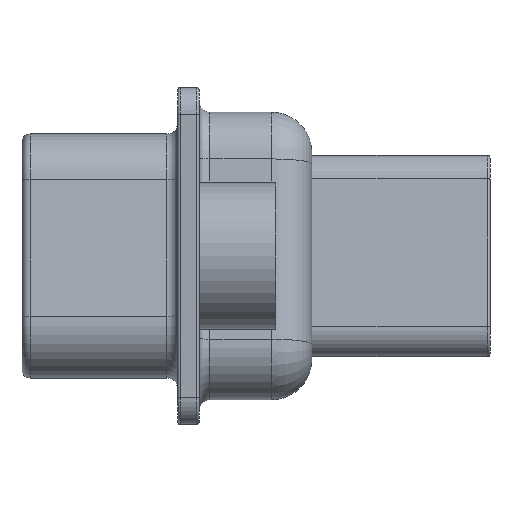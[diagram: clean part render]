
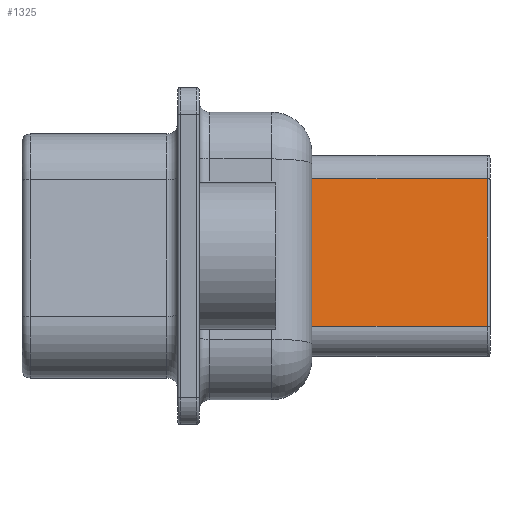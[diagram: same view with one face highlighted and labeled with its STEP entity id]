
A CAD part, left-side view. The second image highlights one B-rep face of the part: STEP entity #1325.
In plain terms, the highlighted planar face has unit normal (-0.992, 0, 0.128).
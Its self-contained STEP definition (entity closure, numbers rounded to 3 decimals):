
#403 = VECTOR ( 'NONE', #11828, 1000. ) ;
#464 = VERTEX_POINT ( 'NONE', #9571 ) ;
#1035 = VECTOR ( 'NONE', #27225, 1000. ) ;
#1325 = ADVANCED_FACE ( 'NONE', ( #19417 ), #2929, .F. ) ;
#1736 = EDGE_CURVE ( 'NONE', #10781, #13666, #1757, .T. ) ;
#1757 = LINE ( 'NONE', #27491, #1035 ) ;
#2608 = CARTESIAN_POINT ( 'NONE',  ( -7.658, -10.74, -2.622 ) ) ;
#2753 = CARTESIAN_POINT ( 'NONE',  ( -7.658, -10.84, -2.622 ) ) ;
#2929 = PLANE ( 'NONE',  #9473 ) ;
#4259 = DIRECTION ( 'NONE',  ( 0.992, 0., -0.128 ) ) ;
#4268 = CARTESIAN_POINT ( 'NONE',  ( -7.658, -10.84, -2.622 ) ) ;
#4472 = EDGE_CURVE ( 'NONE', #13666, #8474, #27775, .T. ) ;
#4513 = DIRECTION ( 'NONE',  ( -0.128, 0., -0.992 ) ) ;
#4555 = VECTOR ( 'NONE', #20426, 1000. ) ;
#4562 = ORIENTED_EDGE ( 'NONE', *, *, #20281, .T. ) ;
#5075 = ORIENTED_EDGE ( 'NONE', *, *, #1736, .T. ) ;
#7913 = DIRECTION ( 'NONE',  ( 0., 1., 0. ) ) ;
#8303 = CARTESIAN_POINT ( 'NONE',  ( -6.947, -4.2, 2.878 ) ) ;
#8474 = VERTEX_POINT ( 'NONE', #8303 ) ;
#9473 = AXIS2_PLACEMENT_3D ( 'NONE', #4268, #4259, #4513 ) ;
#9571 = CARTESIAN_POINT ( 'NONE',  ( -7.658, -4.2, -2.622 ) ) ;
#10242 = ORIENTED_EDGE ( 'NONE', *, *, #17928, .F. ) ;
#10781 = VERTEX_POINT ( 'NONE', #2608 ) ;
#11828 = DIRECTION ( 'NONE',  ( 0., 1., 0. ) ) ;
#13666 = VERTEX_POINT ( 'NONE', #15747 ) ;
#14475 = ORIENTED_EDGE ( 'NONE', *, *, #4472, .T. ) ;
#15747 = CARTESIAN_POINT ( 'NONE',  ( -6.947, -10.74, 2.878 ) ) ;
#15870 = VECTOR ( 'NONE', #7913, 1000. ) ;
#16816 = LINE ( 'NONE', #27429, #4555 ) ;
#17928 = EDGE_CURVE ( 'NONE', #10781, #464, #24706, .T. ) ;
#18544 = EDGE_LOOP ( 'NONE', ( #10242, #5075, #14475, #4562 ) ) ;
#19417 = FACE_OUTER_BOUND ( 'NONE', #18544, .T. ) ;
#20281 = EDGE_CURVE ( 'NONE', #8474, #464, #16816, .T. ) ;
#20426 = DIRECTION ( 'NONE',  ( -0.128, 0., -0.992 ) ) ;
#21605 = CARTESIAN_POINT ( 'NONE',  ( -6.947, -10.84, 2.878 ) ) ;
#24706 = LINE ( 'NONE', #2753, #403 ) ;
#27225 = DIRECTION ( 'NONE',  ( 0.128, 0., 0.992 ) ) ;
#27429 = CARTESIAN_POINT ( 'NONE',  ( -7.658, -4.2, -2.622 ) ) ;
#27491 = CARTESIAN_POINT ( 'NONE',  ( -6.947, -10.74, 2.878 ) ) ;
#27775 = LINE ( 'NONE', #21605, #15870 ) ;
